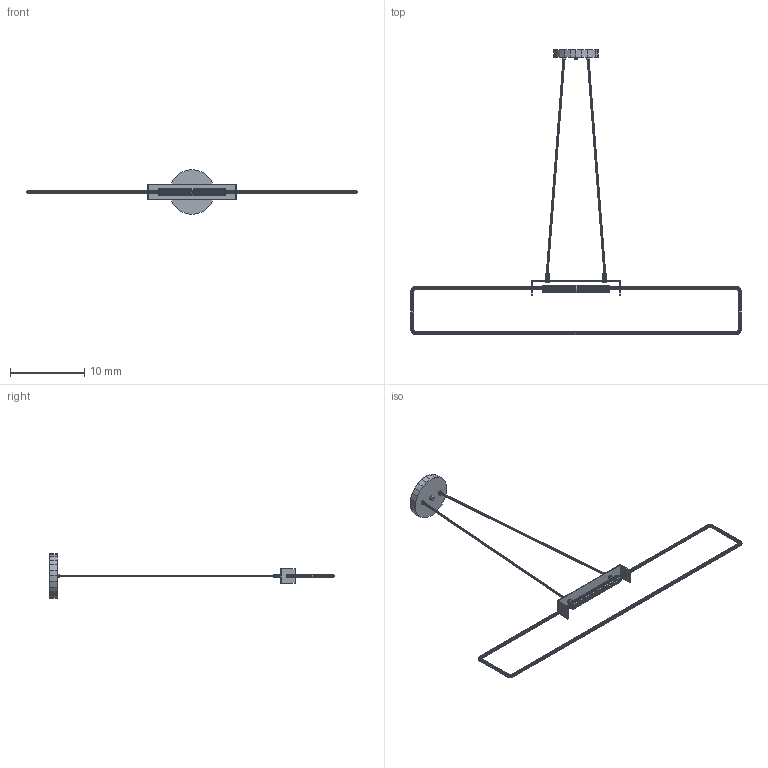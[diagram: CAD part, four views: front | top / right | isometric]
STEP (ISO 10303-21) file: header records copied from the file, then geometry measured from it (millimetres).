
FILE_DESCRIPTION (( 'STEP AP203' ), '1' );
FILE_NAME ('RA Suspension.STEP', '2018-07-03T10:58:19', ( '' ), ( '' ), 'SwSTEP 2.0', 'SolidWorks 2015', '' );
FILE_SCHEMA (( 'CONFIG_CONTROL_DESIGN' ));
Length unit declared in the file: inch
Products named in the file (1): RA Suspension
Bounding box: 44.4 x 38.27 x 6 mm (x, y, z)
Volume: 47.2 mm3; surface area: 371.6 mm2
Topology: 11 solids, 11 shells, 1038 faces, 2376 edges, 1360 vertices
Faces by surface type: plane 1038
Entity records: 27775 total; most frequent: CARTESIAN_POINT 4775, ORIENTED_EDGE 4752, DIRECTION 4454, VECTOR 2376, EDGE_CURVE 2376, LINE 2376, VERTEX_POINT 1360, EDGE_LOOP 1044
